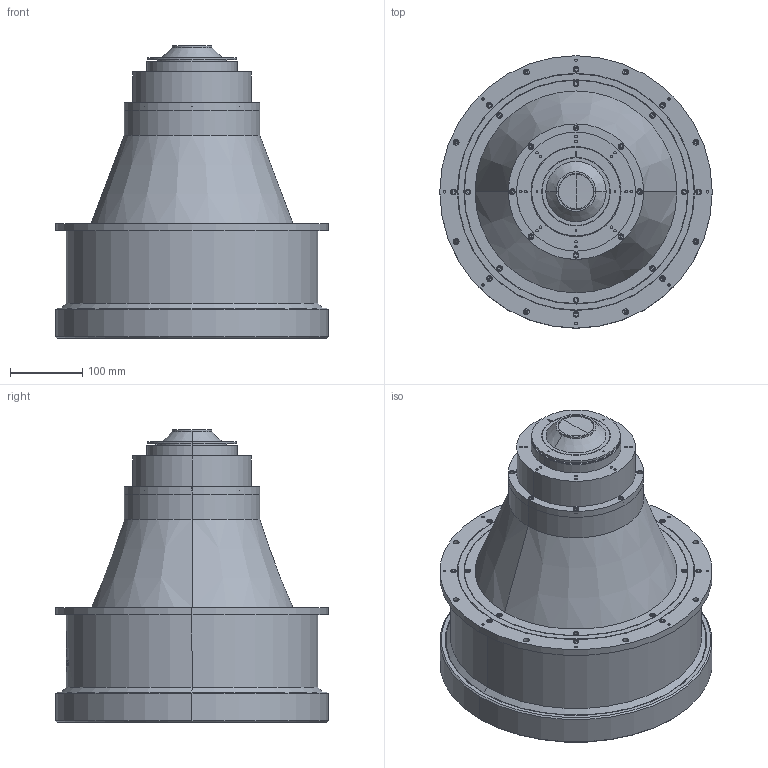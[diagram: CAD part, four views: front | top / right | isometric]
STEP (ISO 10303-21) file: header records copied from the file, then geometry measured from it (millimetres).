
FILE_DESCRIPTION (( 'STEP AP214' ), '1' );
FILE_NAME ('612301 19.04.2024.STEP', '2024-04-19T11:57:27', ( '' ), ( '' ), 'SwSTEP 2.0', 'SolidWorks 2023', '' );
FILE_SCHEMA (( 'AUTOMOTIVE_DESIGN' ));
Length unit declared in the file: millimetre
Products named in the file (1): 612301 19.04.2024
Bounding box: 378 x 378 x 405.92 mm (x, y, z)
Surface area: 652547.5 mm2 (no closed solid volume)
Topology: 0 solids, 59 shells, 570 faces, 1942 edges, 1471 vertices
Faces by surface type: cylinder 242, plane 234, torus 60, cone 32, sphere 2
Entity records: 26395 total; most frequent: CARTESIAN_POINT 9076, DIRECTION 3680, ORIENTED_EDGE 3204, EDGE_CURVE 1930, VERTEX_POINT 1471, AXIS2_PLACEMENT_3D 1374, VECTOR 932, LINE 932
